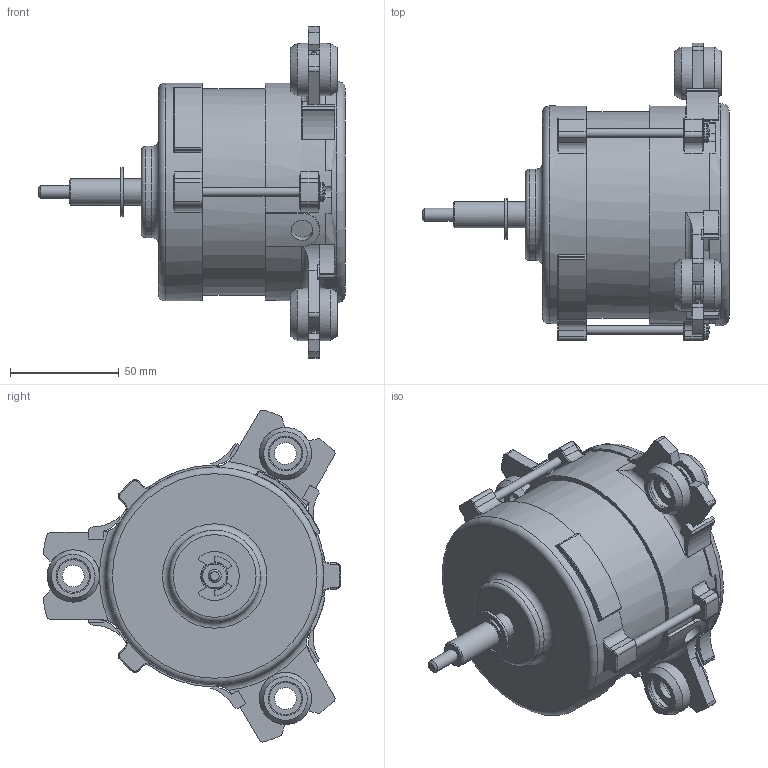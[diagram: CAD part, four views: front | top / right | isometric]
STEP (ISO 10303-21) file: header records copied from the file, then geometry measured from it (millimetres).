
FILE_DESCRIPTION((''),'2;1');
FILE_NAME('95835_ALDC.stp','2014-05-22T13:49:34',('ampex83'),(''),'Autodesk Inventor 2011','Autodesk Inventor 2011','');
FILE_SCHEMA(('AUTOMOTIVE_DESIGN { 1 0 10303 214 1 1 1 1 }'));
Length unit declared in the file: millimetre
Products named in the file (1): 부품34
Bounding box: 141 x 136.85 x 152.56 mm (x, y, z)
Volume: 430664.9 mm3; surface area: 117440.5 mm2
Topology: 1 solids, 7 shells, 688 faces, 1781 edges, 1110 vertices
Faces by surface type: plane 253, cylinder 228, torus 97, bspline 80, cone 27, sphere 3
Full cylindrical faces by diameter (mm): 3.5 x3, 4 x15, 4.2 x15, 6 x1, 9.228 x1, 10 x11, 12 x4, 13 x1, 15.5 x3, 17.5 x6, 18 x6, 24 x6, 32 x4, 42 x2, 93.8 x2, 95 x1, 100 x2, 102 x1
Entity records: 24957 total; most frequent: CARTESIAN_POINT 9125, ORIENTED_EDGE 3094, DIRECTION 3088, EDGE_CURVE 1547, AXIS2_PLACEMENT_3D 1216, VERTEX_POINT 1019, EDGE_LOOP 822, STYLED_ITEM 659
